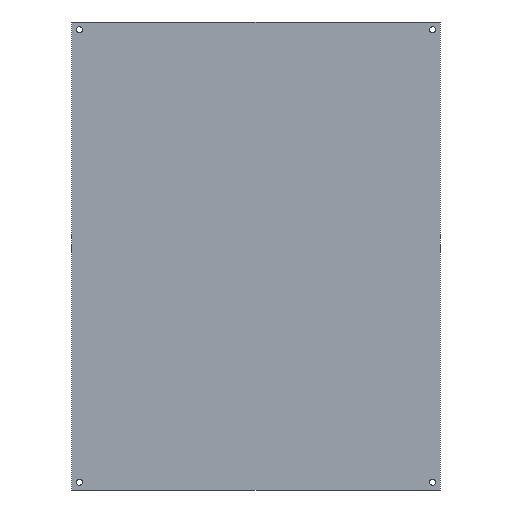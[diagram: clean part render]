
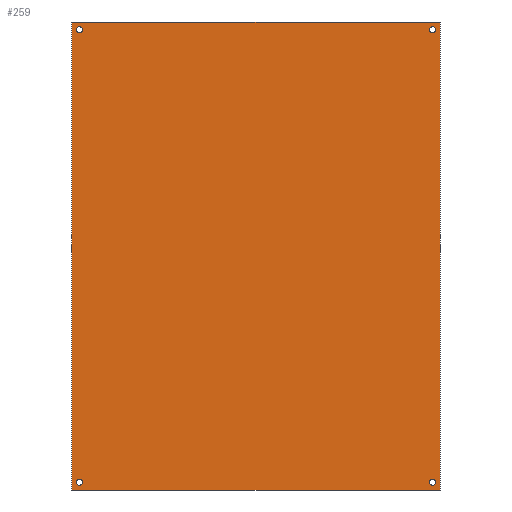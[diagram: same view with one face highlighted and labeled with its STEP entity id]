
A CAD part, front view. The second image highlights one B-rep face of the part: STEP entity #259.
In plain terms, the highlighted planar face has unit normal (0, -1, 0).
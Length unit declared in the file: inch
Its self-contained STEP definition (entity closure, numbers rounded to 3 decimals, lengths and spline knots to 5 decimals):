
#2 = VECTOR ( 'NONE', #248, 39.37008 ) ;
#4 = FACE_BOUND ( 'NONE', #47, .T. ) ;
#7 = AXIS2_PLACEMENT_3D ( 'NONE', #288, #236, #178 ) ;
#10 = VERTEX_POINT ( 'NONE', #170 ) ;
#15 = CIRCLE ( 'NONE', #201, 0.125 ) ;
#16 = ORIENTED_EDGE ( 'NONE', *, *, #143, .T. ) ;
#19 = CARTESIAN_POINT ( 'NONE',  ( -7.125, -0.1875, 9. ) ) ;
#28 = FACE_BOUND ( 'NONE', #254, .T. ) ;
#30 = EDGE_CURVE ( 'NONE', #165, #136, #301, .T. ) ;
#37 = CARTESIAN_POINT ( 'NONE',  ( -7.44, -0.1875, -9.44 ) ) ;
#47 = EDGE_LOOP ( 'NONE', ( #96 ) ) ;
#48 = CARTESIAN_POINT ( 'NONE',  ( -7.125, -0.1875, -9.25 ) ) ;
#54 = CARTESIAN_POINT ( 'NONE',  ( -7.44, -0.1875, 9.44 ) ) ;
#57 = LINE ( 'NONE', #131, #192 ) ;
#58 = CARTESIAN_POINT ( 'NONE',  ( 7.125, -0.1875, 9.125 ) ) ;
#62 = CIRCLE ( 'NONE', #337, 0.125 ) ;
#65 = DIRECTION ( 'NONE',  ( 0., 1., 0. ) ) ;
#68 = DIRECTION ( 'NONE',  ( 0., 0., -1. ) ) ;
#73 = ORIENTED_EDGE ( 'NONE', *, *, #205, .T. ) ;
#76 = FACE_BOUND ( 'NONE', #151, .T. ) ;
#79 = VERTEX_POINT ( 'NONE', #214 ) ;
#84 = ORIENTED_EDGE ( 'NONE', *, *, #160, .F. ) ;
#85 = DIRECTION ( 'NONE',  ( -1., 0., 0. ) ) ;
#86 = CARTESIAN_POINT ( 'NONE',  ( -7.44, -0.1875, 9.44 ) ) ;
#93 = DIRECTION ( 'NONE',  ( 0., 1., 0. ) ) ;
#96 = ORIENTED_EDGE ( 'NONE', *, *, #186, .T. ) ;
#98 = PLANE ( 'NONE',  #7 ) ;
#100 = LINE ( 'NONE', #279, #300 ) ;
#104 = CARTESIAN_POINT ( 'NONE',  ( 7.125, -0.1875, -9.25 ) ) ;
#115 = CARTESIAN_POINT ( 'NONE',  ( 7.44, -0.1875, 9.44 ) ) ;
#123 = LINE ( 'NONE', #115, #229 ) ;
#130 = CIRCLE ( 'NONE', #195, 0.125 ) ;
#131 = CARTESIAN_POINT ( 'NONE',  ( -7.44, -0.1875, -9.44 ) ) ;
#135 = VERTEX_POINT ( 'NONE', #48 ) ;
#136 = VERTEX_POINT ( 'NONE', #321 ) ;
#143 = EDGE_CURVE ( 'NONE', #79, #79, #130, .T. ) ;
#151 = EDGE_LOOP ( 'NONE', ( #16 ) ) ;
#157 = CARTESIAN_POINT ( 'NONE',  ( -7.125, -0.1875, -9.125 ) ) ;
#159 = EDGE_LOOP ( 'NONE', ( #343, #84, #274, #166 ) ) ;
#160 = EDGE_CURVE ( 'NONE', #136, #10, #123, .T. ) ;
#165 = VERTEX_POINT ( 'NONE', #86 ) ;
#166 = ORIENTED_EDGE ( 'NONE', *, *, #235, .F. ) ;
#170 = CARTESIAN_POINT ( 'NONE',  ( 7.44, -0.1875, -9.44 ) ) ;
#178 = DIRECTION ( 'NONE',  ( 0., 0., 1. ) ) ;
#180 = CARTESIAN_POINT ( 'NONE',  ( -7.125, -0.1875, 9.125 ) ) ;
#181 = DIRECTION ( 'NONE',  ( 0., 0., -1. ) ) ;
#184 = FACE_OUTER_BOUND ( 'NONE', #159, .T. ) ;
#186 = EDGE_CURVE ( 'NONE', #335, #335, #310, .T. ) ;
#190 = EDGE_LOOP ( 'NONE', ( #73 ) ) ;
#192 = VECTOR ( 'NONE', #260, 39.37008 ) ;
#195 = AXIS2_PLACEMENT_3D ( 'NONE', #58, #303, #326 ) ;
#198 = EDGE_CURVE ( 'NONE', #10, #203, #100, .T. ) ;
#201 = AXIS2_PLACEMENT_3D ( 'NONE', #157, #333, #181 ) ;
#203 = VERTEX_POINT ( 'NONE', #37 ) ;
#205 = EDGE_CURVE ( 'NONE', #322, #322, #62, .T. ) ;
#209 = CARTESIAN_POINT ( 'NONE',  ( 7.125, -0.1875, -9.125 ) ) ;
#214 = CARTESIAN_POINT ( 'NONE',  ( 7.125, -0.1875, 9. ) ) ;
#221 = FACE_BOUND ( 'NONE', #190, .T. ) ;
#229 = VECTOR ( 'NONE', #298, 39.37008 ) ;
#235 = EDGE_CURVE ( 'NONE', #203, #165, #57, .T. ) ;
#236 = DIRECTION ( 'NONE',  ( 0., 1., 0. ) ) ;
#248 = DIRECTION ( 'NONE',  ( 1., 0., 0. ) ) ;
#254 = EDGE_LOOP ( 'NONE', ( #270 ) ) ;
#259 = ADVANCED_FACE ( 'NONE', ( #4, #28, #76, #221, #184 ), #98, .F. ) ;
#260 = DIRECTION ( 'NONE',  ( 0., 0., 1. ) ) ;
#265 = AXIS2_PLACEMENT_3D ( 'NONE', #209, #93, #304 ) ;
#270 = ORIENTED_EDGE ( 'NONE', *, *, #340, .T. ) ;
#274 = ORIENTED_EDGE ( 'NONE', *, *, #30, .F. ) ;
#279 = CARTESIAN_POINT ( 'NONE',  ( 7.44, -0.1875, -9.44 ) ) ;
#288 = CARTESIAN_POINT ( 'NONE',  ( 0., -0.1875, 0. ) ) ;
#298 = DIRECTION ( 'NONE',  ( 0., 0., -1. ) ) ;
#300 = VECTOR ( 'NONE', #85, 39.37008 ) ;
#301 = LINE ( 'NONE', #54, #2 ) ;
#303 = DIRECTION ( 'NONE',  ( 0., 1., 0. ) ) ;
#304 = DIRECTION ( 'NONE',  ( 0., 0., -1. ) ) ;
#310 = CIRCLE ( 'NONE', #265, 0.125 ) ;
#321 = CARTESIAN_POINT ( 'NONE',  ( 7.44, -0.1875, 9.44 ) ) ;
#322 = VERTEX_POINT ( 'NONE', #19 ) ;
#326 = DIRECTION ( 'NONE',  ( 0., 0., -1. ) ) ;
#333 = DIRECTION ( 'NONE',  ( 0., 1., 0. ) ) ;
#335 = VERTEX_POINT ( 'NONE', #104 ) ;
#337 = AXIS2_PLACEMENT_3D ( 'NONE', #180, #65, #68 ) ;
#340 = EDGE_CURVE ( 'NONE', #135, #135, #15, .T. ) ;
#343 = ORIENTED_EDGE ( 'NONE', *, *, #198, .F. ) ;
